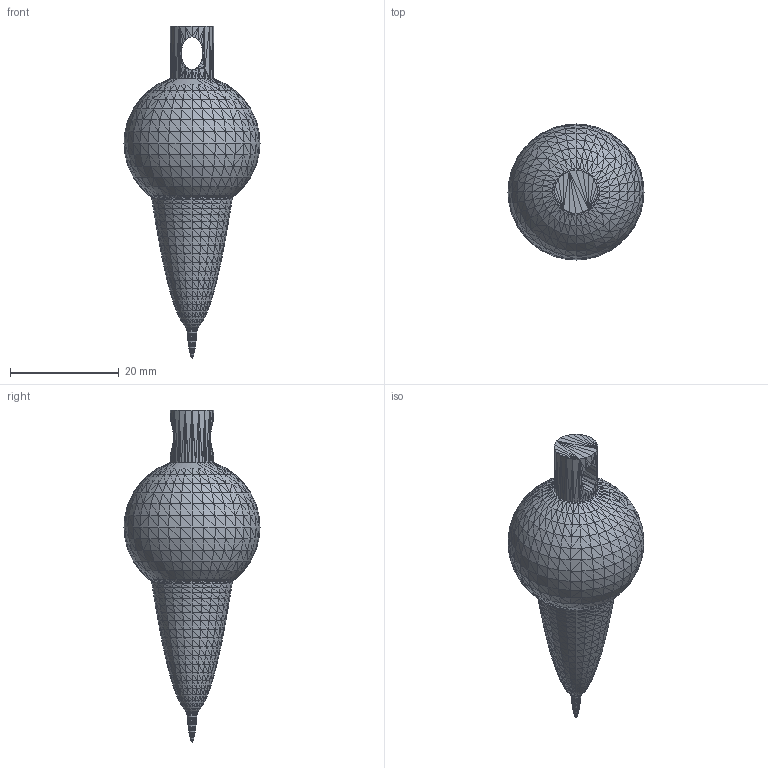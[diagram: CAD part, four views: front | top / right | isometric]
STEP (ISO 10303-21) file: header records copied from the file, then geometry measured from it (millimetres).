
FILE_DESCRIPTION((' Model'),'2;1');
FILE_NAME(' Shape Model','2023-12-10T13:20:48',(''),( ''),' ','','Unknown');
FILE_SCHEMA(('AUTOMOTIVE_DESIGN { 1 0 10303 214 1 1 1 1 }'));
Products named in the file (1):  STEP translator 7.5 1
Bounding box: 25 x 25 x 61 mm (x, y, z)
Surface area: 2879.6 mm2 (no closed solid volume)
Topology: 0 solids, 1 shells, 2964 faces, 4446 edges, 1482 vertices
Faces by surface type: plane 2964
Entity records: 111168 total; most frequent: CARTESIAN_POINT 22231, DIRECTION 14822, ORIENTED_EDGE 8892, LINE 8892, VECTOR 8892, PCURVE 8892, DEFINITIONAL_REPRESENTATION 8892, EDGE_CURVE 4446
